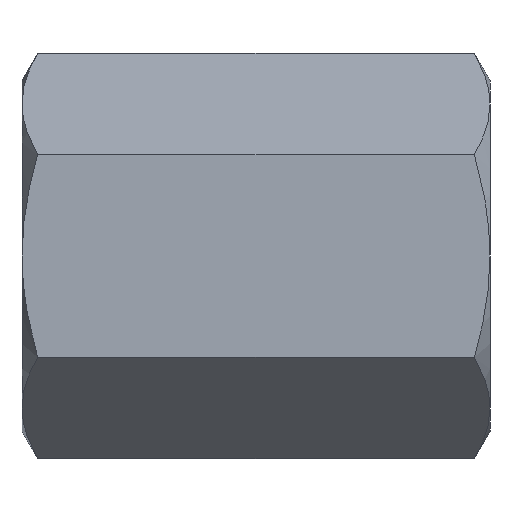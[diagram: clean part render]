
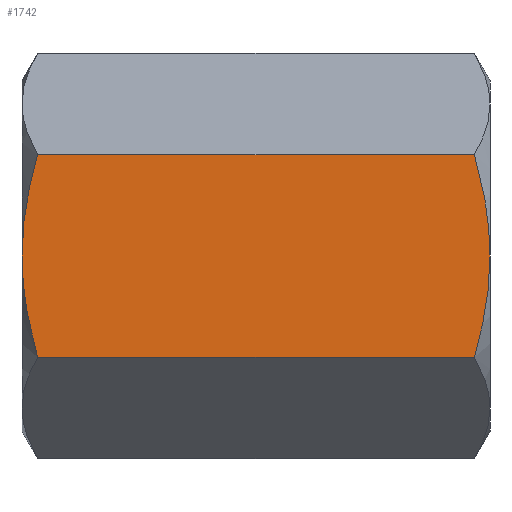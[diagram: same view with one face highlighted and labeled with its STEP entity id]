
A CAD part, front view. The second image highlights one B-rep face of the part: STEP entity #1742.
In plain terms, the highlighted planar face has unit normal (0, -1, 0).
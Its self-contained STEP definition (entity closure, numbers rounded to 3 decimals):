
#10 = CARTESIAN_POINT ( 'NONE',  ( 0., -2.25, -0.22 ) ) ;
#40 = CARTESIAN_POINT ( 'NONE',  ( 0., -2.25, 0. ) ) ;
#53 = VERTEX_POINT ( 'NONE', #2958 ) ;
#67 = CARTESIAN_POINT ( 'NONE',  ( 0., -2.25, 0. ) ) ;
#86 = EDGE_CURVE ( 'NONE', #1652, #2635, #491, .T. ) ;
#93 = FACE_OUTER_BOUND ( 'NONE', #651, .T. ) ;
#102 = CARTESIAN_POINT ( 'NONE',  ( 6., -2.25, 0. ) ) ;
#125 = CARTESIAN_POINT ( 'NONE',  ( 5.799, -2.25, 1.299 ) ) ;
#142 = ORIENTED_EDGE ( 'NONE', *, *, #2597, .F. ) ;
#144 = VERTEX_POINT ( 'NONE', #3157 ) ;
#174 = VECTOR ( 'NONE', #1370, 1000. ) ;
#491 = B_SPLINE_CURVE_WITH_KNOTS ( 'NONE', 3,
 ( #828, #3189, #1122, #610, #1385, #102 ),
 .UNSPECIFIED., .F., .F.,
 ( 4, 2, 4 ),
 ( 0.009, 0.01, 0.01 ),
 .UNSPECIFIED. ) ;
#572 = CARTESIAN_POINT ( 'NONE',  ( 0., -2.25, 0. ) ) ;
#610 = CARTESIAN_POINT ( 'NONE',  ( 5.981, -2.25, 0.443 ) ) ;
#651 = EDGE_LOOP ( 'NONE', ( #2032, #783, #3326, #142, #3166, #1186 ) ) ;
#673 = CARTESIAN_POINT ( 'NONE',  ( 6., -2.25, -1.299 ) ) ;
#783 = ORIENTED_EDGE ( 'NONE', *, *, #1131, .T. ) ;
#802 = DIRECTION ( 'NONE',  ( 0., 0., 1. ) ) ;
#828 = CARTESIAN_POINT ( 'NONE',  ( 5.799, -2.25, 1.299 ) ) ;
#863 = CARTESIAN_POINT ( 'NONE',  ( 0.201, -2.25, 1.299 ) ) ;
#880 = AXIS2_PLACEMENT_3D ( 'NONE', #2947, #3180, #802 ) ;
#1041 = VERTEX_POINT ( 'NONE', #3154 ) ;
#1051 = CARTESIAN_POINT ( 'NONE',  ( 6., -2.25, 0. ) ) ;
#1087 = CARTESIAN_POINT ( 'NONE',  ( 0.14, -2.25, 1.089 ) ) ;
#1122 = CARTESIAN_POINT ( 'NONE',  ( 5.91, -2.25, 0.876 ) ) ;
#1131 = EDGE_CURVE ( 'NONE', #1652, #144, #3373, .T. ) ;
#1173 = EDGE_CURVE ( 'NONE', #1733, #144, #1989, .T. ) ;
#1186 = ORIENTED_EDGE ( 'NONE', *, *, #2043, .F. ) ;
#1310 = CARTESIAN_POINT ( 'NONE',  ( 0.14, -2.25, -1.087 ) ) ;
#1370 = DIRECTION ( 'NONE',  ( -1., 0., 0. ) ) ;
#1385 = CARTESIAN_POINT ( 'NONE',  ( 6., -2.25, 0.22 ) ) ;
#1426 = CARTESIAN_POINT ( 'NONE',  ( 5.981, -2.25, -0.438 ) ) ;
#1509 = EDGE_CURVE ( 'NONE', #53, #1041, #2067, .T. ) ;
#1603 = PLANE ( 'NONE',  #880 ) ;
#1652 = VERTEX_POINT ( 'NONE', #125 ) ;
#1711 = CARTESIAN_POINT ( 'NONE',  ( 6., -2.25, -0.22 ) ) ;
#1733 = VERTEX_POINT ( 'NONE', #67 ) ;
#1742 = ADVANCED_FACE ( 'NONE', ( #93 ), #1603, .F. ) ;
#1889 = CARTESIAN_POINT ( 'NONE',  ( 0., -2.25, 0.22 ) ) ;
#1964 = CARTESIAN_POINT ( 'NONE',  ( 6., -2.25, 0. ) ) ;
#1989 = B_SPLINE_CURVE_WITH_KNOTS ( 'NONE', 3,
 ( #572, #1889, #2450, #2661, #1087, #863 ),
 .UNSPECIFIED., .F., .F.,
 ( 4, 2, 4 ),
 ( 0.004, 0.004, 0.005 ),
 .UNSPECIFIED. ) ;
#2032 = ORIENTED_EDGE ( 'NONE', *, *, #86, .F. ) ;
#2043 = EDGE_CURVE ( 'NONE', #2635, #53, #3100, .T. ) ;
#2067 = LINE ( 'NONE', #673, #3038 ) ;
#2218 = CARTESIAN_POINT ( 'NONE',  ( 5.799, -2.25, -1.299 ) ) ;
#2450 = CARTESIAN_POINT ( 'NONE',  ( 0.019, -2.25, 0.443 ) ) ;
#2511 = DIRECTION ( 'NONE',  ( -1., 0., 0. ) ) ;
#2597 = EDGE_CURVE ( 'NONE', #1041, #1733, #2838, .T. ) ;
#2621 = CARTESIAN_POINT ( 'NONE',  ( 0.019, -2.25, -0.438 ) ) ;
#2635 = VERTEX_POINT ( 'NONE', #1051 ) ;
#2661 = CARTESIAN_POINT ( 'NONE',  ( 0.09, -2.25, 0.876 ) ) ;
#2662 = CARTESIAN_POINT ( 'NONE',  ( 0.201, -2.25, -1.299 ) ) ;
#2838 = B_SPLINE_CURVE_WITH_KNOTS ( 'NONE', 3,
 ( #2662, #1310, #3156, #2621, #10, #40 ),
 .UNSPECIFIED., .F., .F.,
 ( 4, 2, 4 ),
 ( 0.002, 0.003, 0.004 ),
 .UNSPECIFIED. ) ;
#2945 = CARTESIAN_POINT ( 'NONE',  ( 6., -2.25, 1.299 ) ) ;
#2947 = CARTESIAN_POINT ( 'NONE',  ( 6., -2.25, 1.299 ) ) ;
#2958 = CARTESIAN_POINT ( 'NONE',  ( 5.799, -2.25, -1.299 ) ) ;
#3038 = VECTOR ( 'NONE', #2511, 1000. ) ;
#3100 = B_SPLINE_CURVE_WITH_KNOTS ( 'NONE', 3,
 ( #1964, #1711, #1426, #3265, #3252, #2218 ),
 .UNSPECIFIED., .F., .F.,
 ( 4, 2, 4 ),
 ( 0.01, 0.011, 0.012 ),
 .UNSPECIFIED. ) ;
#3154 = CARTESIAN_POINT ( 'NONE',  ( 0.201, -2.25, -1.299 ) ) ;
#3156 = CARTESIAN_POINT ( 'NONE',  ( 0.089, -2.25, -0.871 ) ) ;
#3157 = CARTESIAN_POINT ( 'NONE',  ( 0.201, -2.25, 1.299 ) ) ;
#3166 = ORIENTED_EDGE ( 'NONE', *, *, #1509, .F. ) ;
#3180 = DIRECTION ( 'NONE',  ( 0., 1., 0. ) ) ;
#3189 = CARTESIAN_POINT ( 'NONE',  ( 5.86, -2.25, 1.089 ) ) ;
#3252 = CARTESIAN_POINT ( 'NONE',  ( 5.86, -2.25, -1.087 ) ) ;
#3265 = CARTESIAN_POINT ( 'NONE',  ( 5.911, -2.25, -0.871 ) ) ;
#3326 = ORIENTED_EDGE ( 'NONE', *, *, #1173, .F. ) ;
#3373 = LINE ( 'NONE', #2945, #174 ) ;
